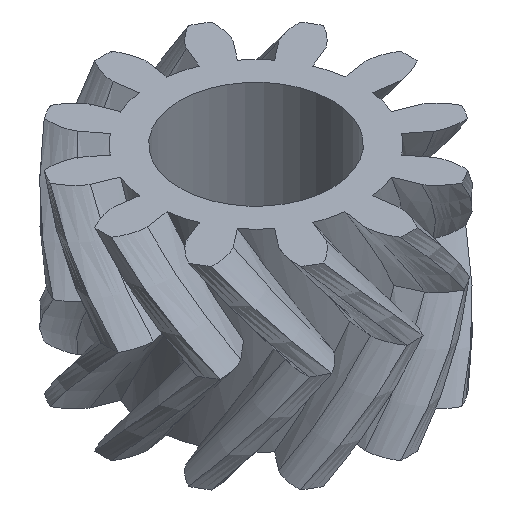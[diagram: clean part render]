
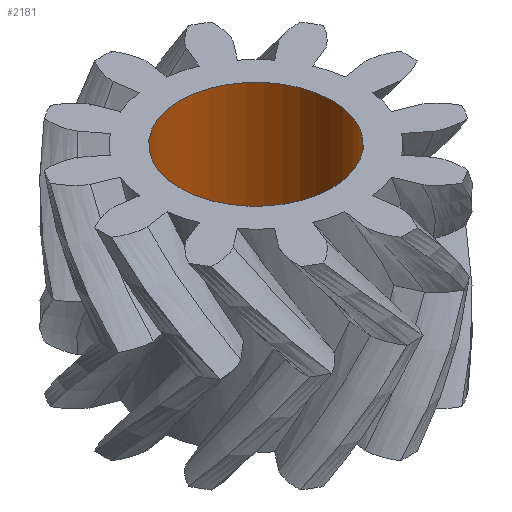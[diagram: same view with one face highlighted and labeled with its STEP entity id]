
A CAD part, isometric view. The second image highlights one B-rep face of the part: STEP entity #2181.
In plain terms, the highlighted cylindrical face has radius 3.885 mm (diameter 7.77 mm), a full revolution.
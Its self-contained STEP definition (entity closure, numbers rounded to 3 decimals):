
#561=FACE_OUTER_BOUND('',#696,.T.);
#696=EDGE_LOOP('',(#1466,#1467,#1468,#1469));
#833=LINE('',#2578,#834);
#834=VECTOR('',#2422,3.885);
#835=CIRCLE('',#2340,3.885);
#836=CIRCLE('',#2341,3.885);
#897=VERTEX_POINT('',#2575);
#898=VERTEX_POINT('',#2577);
#1115=EDGE_CURVE('',#897,#897,#835,.T.);
#1116=EDGE_CURVE('',#897,#898,#833,.T.);
#1117=EDGE_CURVE('',#898,#898,#836,.T.);
#1466=ORIENTED_EDGE('',*,*,#1115,.F.);
#1467=ORIENTED_EDGE('',*,*,#1116,.T.);
#1468=ORIENTED_EDGE('',*,*,#1117,.F.);
#1469=ORIENTED_EDGE('',*,*,#1116,.F.);
#2168=CYLINDRICAL_SURFACE('',#2339,3.885);
#2181=ADVANCED_FACE('',(#561),#2168,.F.);
#2339=AXIS2_PLACEMENT_3D('',#2574,#2418,#2419);
#2340=AXIS2_PLACEMENT_3D('',#2576,#2420,#2421);
#2341=AXIS2_PLACEMENT_3D('',#2579,#2423,#2424);
#2418=DIRECTION('center_axis',(0.,0.,-1.));
#2419=DIRECTION('ref_axis',(-1.,-0.012,0.));
#2420=DIRECTION('center_axis',(0.,0.,1.));
#2421=DIRECTION('ref_axis',(-1.,-0.012,0.));
#2422=DIRECTION('',(0.,0.,1.));
#2423=DIRECTION('center_axis',(0.,0.,-1.));
#2424=DIRECTION('ref_axis',(-1.,-0.012,0.));
#2574=CARTESIAN_POINT('Origin',(0.,0.,9.9));
#2575=CARTESIAN_POINT('',(3.885,0.048,0.));
#2576=CARTESIAN_POINT('Origin',(0.,0.,0.));
#2577=CARTESIAN_POINT('',(3.885,0.048,9.9));
#2578=CARTESIAN_POINT('',(3.885,0.048,9.9));
#2579=CARTESIAN_POINT('Origin',(0.,0.,9.9));
